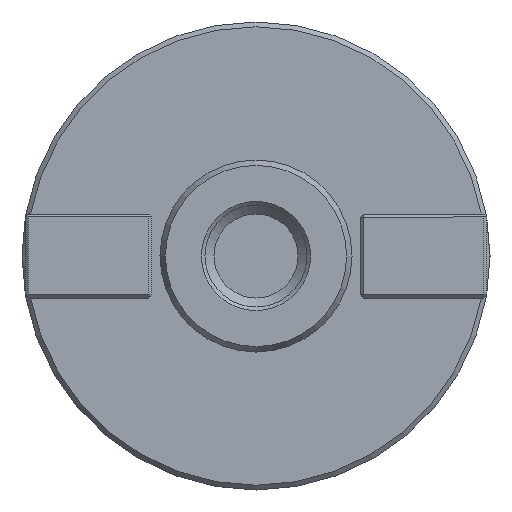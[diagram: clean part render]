
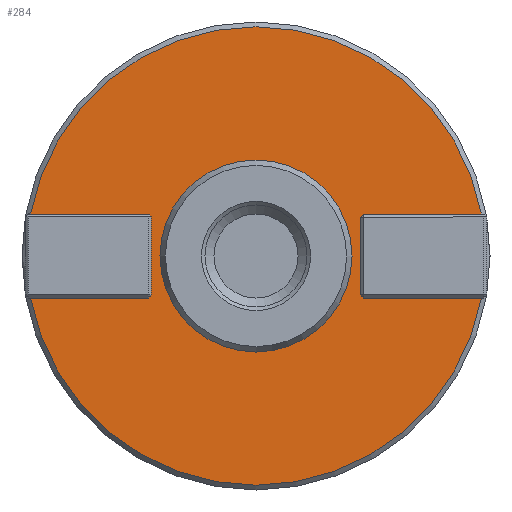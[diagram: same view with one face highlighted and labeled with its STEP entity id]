
A CAD part, left-side view. The second image highlights one B-rep face of the part: STEP entity #284.
In plain terms, the highlighted planar face has unit normal (-1, 0, 0).
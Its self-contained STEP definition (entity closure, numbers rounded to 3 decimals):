
#284=ADVANCED_FACE('',(#636,#637),#352,.F.);
#352=PLANE('',#1787);
#432=LINE('',#3039,#540);
#433=LINE('',#3041,#541);
#434=LINE('',#3043,#542);
#435=LINE('',#3045,#543);
#436=LINE('',#3047,#544);
#437=LINE('',#3048,#545);
#438=LINE('',#3050,#546);
#439=LINE('',#3052,#547);
#440=LINE('',#3054,#548);
#441=LINE('',#3056,#549);
#540=VECTOR('',#2085,1.);
#541=VECTOR('',#2086,1.);
#542=VECTOR('',#2087,1.);
#543=VECTOR('',#2088,1.);
#544=VECTOR('',#2089,1.);
#545=VECTOR('',#2090,1.);
#546=VECTOR('',#2091,1.);
#547=VECTOR('',#2092,1.);
#548=VECTOR('',#2093,1.);
#549=VECTOR('',#2094,1.);
#636=FACE_BOUND('',#728,.T.);
#637=FACE_BOUND('',#729,.T.);
#728=EDGE_LOOP('',(#1075,#1076,#1077,#1078,#1079,#1080,#1081,#1082,#1083,
#1084,#1085,#1086));
#729=EDGE_LOOP('',(#1087));
#1075=ORIENTED_EDGE('',*,*,#1547,.F.);
#1076=ORIENTED_EDGE('',*,*,#1548,.F.);
#1077=ORIENTED_EDGE('',*,*,#1549,.F.);
#1078=ORIENTED_EDGE('',*,*,#1550,.F.);
#1079=ORIENTED_EDGE('',*,*,#1551,.F.);
#1080=ORIENTED_EDGE('',*,*,#1541,.T.);
#1081=ORIENTED_EDGE('',*,*,#1552,.T.);
#1082=ORIENTED_EDGE('',*,*,#1553,.T.);
#1083=ORIENTED_EDGE('',*,*,#1554,.T.);
#1084=ORIENTED_EDGE('',*,*,#1555,.T.);
#1085=ORIENTED_EDGE('',*,*,#1556,.T.);
#1086=ORIENTED_EDGE('',*,*,#1535,.T.);
#1087=ORIENTED_EDGE('',*,*,#1557,.F.);
#1340=VERTEX_POINT('',#2982);
#1342=VERTEX_POINT('',#2985);
#1347=VERTEX_POINT('',#3012);
#1348=VERTEX_POINT('',#3014);
#1353=VERTEX_POINT('',#3040);
#1354=VERTEX_POINT('',#3042);
#1355=VERTEX_POINT('',#3044);
#1356=VERTEX_POINT('',#3046);
#1357=VERTEX_POINT('',#3049);
#1358=VERTEX_POINT('',#3051);
#1359=VERTEX_POINT('',#3053);
#1360=VERTEX_POINT('',#3055);
#1361=VERTEX_POINT('',#3058);
#1535=EDGE_CURVE('',#1342,#1340,#1664,.T.);
#1541=EDGE_CURVE('',#1348,#1347,#1665,.T.);
#1547=EDGE_CURVE('',#1353,#1340,#432,.T.);
#1548=EDGE_CURVE('',#1354,#1353,#433,.T.);
#1549=EDGE_CURVE('',#1355,#1354,#434,.T.);
#1550=EDGE_CURVE('',#1356,#1355,#435,.T.);
#1551=EDGE_CURVE('',#1348,#1356,#436,.T.);
#1552=EDGE_CURVE('',#1347,#1357,#437,.T.);
#1553=EDGE_CURVE('',#1357,#1358,#438,.T.);
#1554=EDGE_CURVE('',#1358,#1359,#439,.T.);
#1555=EDGE_CURVE('',#1359,#1360,#440,.T.);
#1556=EDGE_CURVE('',#1360,#1342,#441,.T.);
#1557=EDGE_CURVE('',#1361,#1361,#1667,.T.);
#1664=CIRCLE('',#1782,38.2);
#1665=CIRCLE('',#1783,38.2);
#1667=CIRCLE('',#1786,16.);
#1782=AXIS2_PLACEMENT_3D('',#2984,#2077,#2078);
#1783=AXIS2_PLACEMENT_3D('',#3013,#2079,#2080);
#1786=AXIS2_PLACEMENT_3D('',#3057,#2095,#2096);
#1787=AXIS2_PLACEMENT_3D('',#3059,#2097,#2098);
#2077=DIRECTION('',(-1.,0.,0.));
#2078=DIRECTION('',(0.,0.,-1.));
#2079=DIRECTION('',(-1.,0.,0.));
#2080=DIRECTION('',(0.,0.,-1.));
#2085=DIRECTION('',(0.,1.,0.));
#2086=DIRECTION('',(0.,0.707,0.707));
#2087=DIRECTION('',(0.,0.,1.));
#2088=DIRECTION('',(0.,-0.707,0.707));
#2089=DIRECTION('',(0.,-1.,0.));
#2090=DIRECTION('',(0.,1.,0.));
#2091=DIRECTION('',(0.,0.707,0.707));
#2092=DIRECTION('',(0.,0.,1.));
#2093=DIRECTION('',(0.,-0.707,0.707));
#2094=DIRECTION('',(0.,-1.,0.));
#2095=DIRECTION('',(-1.,0.,0.));
#2096=DIRECTION('',(0.,0.,-1.));
#2097=DIRECTION('',(1.,0.,0.));
#2098=DIRECTION('',(0.,0.,-1.));
#2982=CARTESIAN_POINT('',(24.,37.553,7.));
#2984=CARTESIAN_POINT('',(24.,0.,0.));
#2985=CARTESIAN_POINT('',(24.,-37.553,7.));
#3012=CARTESIAN_POINT('',(24.,-37.553,-7.));
#3013=CARTESIAN_POINT('',(24.,0.,0.));
#3014=CARTESIAN_POINT('',(24.,37.553,-7.));
#3039=CARTESIAN_POINT('',(24.,17.45,7.));
#3040=CARTESIAN_POINT('',(24.,17.95,7.));
#3041=CARTESIAN_POINT('',(24.,17.45,6.5));
#3042=CARTESIAN_POINT('',(24.,17.45,6.5));
#3043=CARTESIAN_POINT('',(24.,17.45,-7.));
#3044=CARTESIAN_POINT('',(24.,17.45,-6.5));
#3045=CARTESIAN_POINT('',(24.,17.95,-7.));
#3046=CARTESIAN_POINT('',(24.,17.95,-7.));
#3047=CARTESIAN_POINT('',(24.,38.45,-7.));
#3048=CARTESIAN_POINT('',(24.,17.435,-7.));
#3049=CARTESIAN_POINT('',(24.,-17.95,-7.));
#3050=CARTESIAN_POINT('',(24.,3.243,14.193));
#3051=CARTESIAN_POINT('',(24.,-17.45,-6.5));
#3052=CARTESIAN_POINT('',(24.,-17.45,0.));
#3053=CARTESIAN_POINT('',(24.,-17.45,6.5));
#3054=CARTESIAN_POINT('',(24.,3.243,-14.193));
#3055=CARTESIAN_POINT('',(24.,-17.95,7.));
#3056=CARTESIAN_POINT('',(24.,17.435,7.));
#3057=CARTESIAN_POINT('',(24.,0.,0.));
#3058=CARTESIAN_POINT('',(24.,0.,-16.));
#3059=CARTESIAN_POINT('',(24.,17.435,0.));
